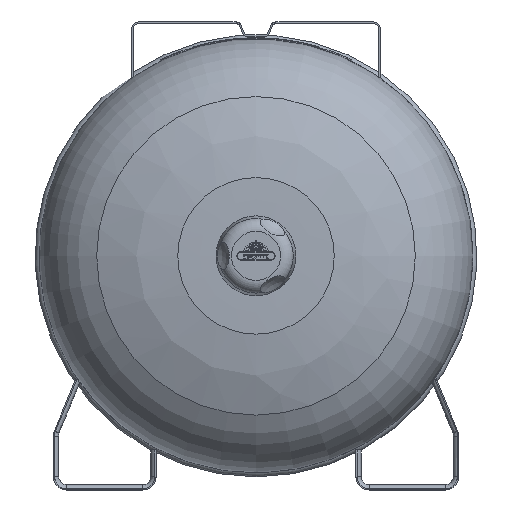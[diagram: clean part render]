
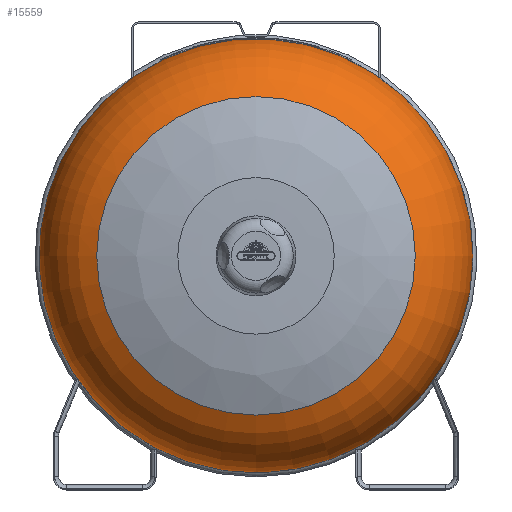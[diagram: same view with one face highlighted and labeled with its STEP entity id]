
A CAD part, left-side view. The second image highlights one B-rep face of the part: STEP entity #15559.
In plain terms, the highlighted toroidal (fillet/blend) face has major radius 106.224 mm and minor radius 83.778 mm.
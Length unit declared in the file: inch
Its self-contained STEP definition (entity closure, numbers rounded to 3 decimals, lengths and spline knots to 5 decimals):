
#2895=TOROIDAL_SURFACE('',#16898,4.18206,3.29836);
#3476=FACE_BOUND('',#5081,.T.);
#4069=FACE_OUTER_BOUND('',#5080,.T.);
#5080=EDGE_LOOP('',(#12095));
#5081=EDGE_LOOP('',(#12096));
#5599=CIRCLE('',#16016,7.48031);
#6010=CIRCLE('',#16899,5.49378);
#6276=VERTEX_POINT('',#22066);
#7033=VERTEX_POINT('',#28054);
#7622=EDGE_CURVE('',#6276,#6276,#5599,.T.);
#8845=EDGE_CURVE('',#7033,#7033,#6010,.T.);
#12095=ORIENTED_EDGE('',*,*,#8845,.F.);
#12096=ORIENTED_EDGE('',*,*,#7622,.T.);
#15559=ADVANCED_FACE('',(#4069,#3476),#2895,.T.);
#16016=AXIS2_PLACEMENT_3D('',#22067,#17628,#17629);
#16898=AXIS2_PLACEMENT_3D('',#28053,#20079,#20080);
#16899=AXIS2_PLACEMENT_3D('',#28055,#20081,#20082);
#17628=DIRECTION('center_axis',(-1.,0.,0.));
#17629=DIRECTION('ref_axis',(0.,-1.,0.));
#20079=DIRECTION('center_axis',(-1.,0.,0.));
#20080=DIRECTION('ref_axis',(0.,1.,0.));
#20081=DIRECTION('center_axis',(-1.,0.,0.));
#20082=DIRECTION('ref_axis',(0.,-1.,0.));
#22066=CARTESIAN_POINT('',(1446.31204,-0.95515,82.25351));
#22067=CARTESIAN_POINT('Origin',(1446.31204,6.52517,82.25351));
#28053=CARTESIAN_POINT('Origin',(1446.28587,6.52517,82.25351));
#28054=CARTESIAN_POINT('',(1443.25956,1.03139,82.25351));
#28055=CARTESIAN_POINT('Origin',(1443.25956,6.52517,82.25351));
